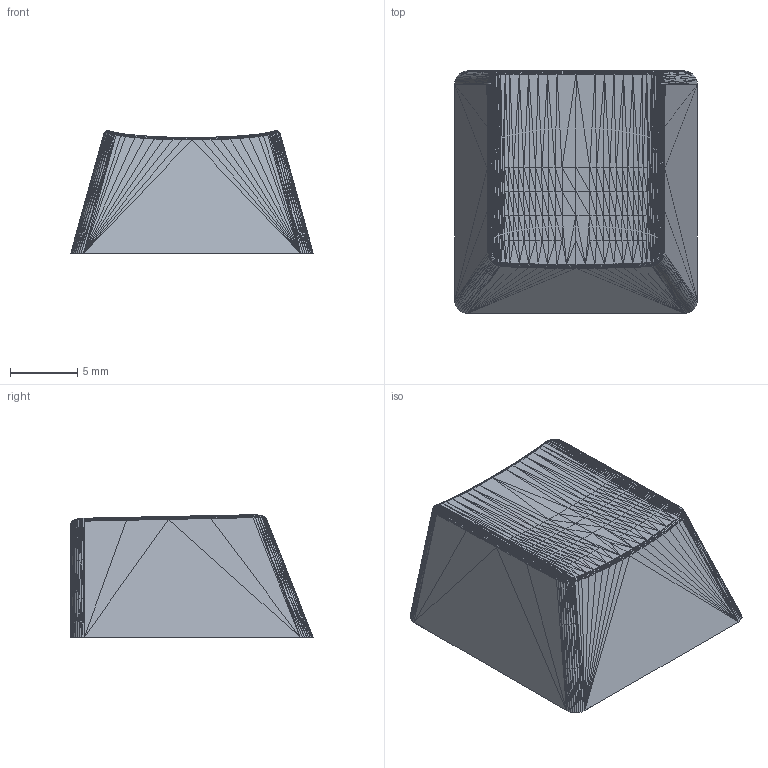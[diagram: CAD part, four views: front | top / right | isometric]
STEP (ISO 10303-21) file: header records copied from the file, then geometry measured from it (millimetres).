
FILE_DESCRIPTION(/* description */ (''),/* implementation_level */ '2;1');
FILE_NAME(/* name */ 'cherry mx v1.step',/* time_stamp */ '2024-04-28T14:06:30-04:00',/* author */ (''),/* organization */ (''),/* preprocessor_version */ 'ST-DEVELOPER v20',/* originating_system */ 'Autodesk Translation Framework v12.20.1.177',/* authorisation */ '');
FILE_SCHEMA (('AUTOMOTIVE_DESIGN { 1 0 10303 214 3 1 1 }'));
Products named in the file (1): cherry mx
Bounding box: 18 x 18 x 9.09 mm (x, y, z)
Volume: 942.9 mm3; surface area: 1642.3 mm2
Topology: 1 solids, 1 shells, 3646 faces, 5469 edges, 1825 vertices
Faces by surface type: plane 3646
Entity records: 71142 total; most frequent: DIRECTION 12763, CARTESIAN_POINT 10941, ORIENTED_EDGE 10938, LINE 5469, VECTOR 5469, EDGE_CURVE 5469, AXIS2_PLACEMENT_3D 3647, FACE_OUTER_BOUND 3646
